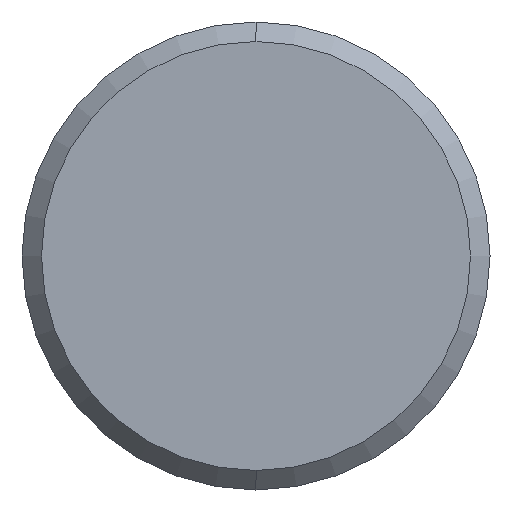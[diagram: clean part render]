
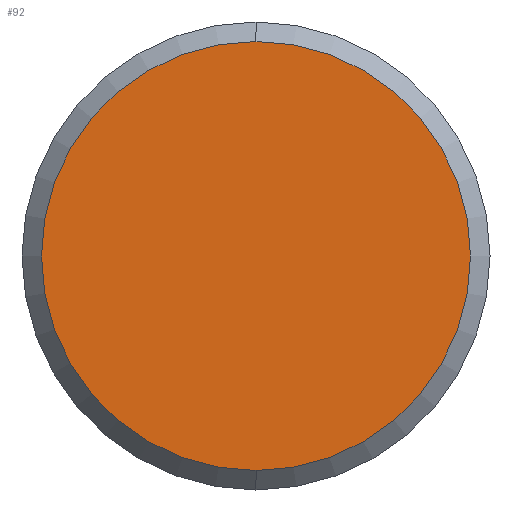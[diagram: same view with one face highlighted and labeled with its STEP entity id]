
A CAD part, left-side view. The second image highlights one B-rep face of the part: STEP entity #92.
In plain terms, the highlighted planar face has unit normal (-1, 0, 0).
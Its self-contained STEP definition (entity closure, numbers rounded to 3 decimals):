
#23 = VERTEX_POINT ( 'NONE', #204 ) ;
#40 = EDGE_CURVE ( 'NONE', #23, #152, #277, .T. ) ;
#52 = AXIS2_PLACEMENT_3D ( 'NONE', #54, #272, #205 ) ;
#54 = CARTESIAN_POINT ( 'NONE',  ( -1., 0., 0. ) ) ;
#67 = CARTESIAN_POINT ( 'NONE',  ( -1., 0., -2.75 ) ) ;
#76 = PLANE ( 'NONE',  #151 ) ;
#79 = DIRECTION ( 'NONE',  ( 1., 0., 0. ) ) ;
#92 = ADVANCED_FACE ( 'NONE', ( #136 ), #76, .F. ) ;
#110 = DIRECTION ( 'NONE',  ( 0., 0., -1. ) ) ;
#127 = EDGE_LOOP ( 'NONE', ( #245, #163 ) ) ;
#135 = CARTESIAN_POINT ( 'NONE',  ( -1., 0., 0. ) ) ;
#136 = FACE_OUTER_BOUND ( 'NONE', #127, .T. ) ;
#140 = EDGE_CURVE ( 'NONE', #152, #23, #180, .T. ) ;
#151 = AXIS2_PLACEMENT_3D ( 'NONE', #159, #79, #219 ) ;
#152 = VERTEX_POINT ( 'NONE', #67 ) ;
#159 = CARTESIAN_POINT ( 'NONE',  ( -1., 0., 0. ) ) ;
#163 = ORIENTED_EDGE ( 'NONE', *, *, #40, .T. ) ;
#180 = CIRCLE ( 'NONE', #224, 2.75 ) ;
#204 = CARTESIAN_POINT ( 'NONE',  ( -1., 0., 2.75 ) ) ;
#205 = DIRECTION ( 'NONE',  ( 0., 0., -1. ) ) ;
#219 = DIRECTION ( 'NONE',  ( 0., 0., -1. ) ) ;
#224 = AXIS2_PLACEMENT_3D ( 'NONE', #135, #286, #110 ) ;
#245 = ORIENTED_EDGE ( 'NONE', *, *, #140, .T. ) ;
#272 = DIRECTION ( 'NONE',  ( -1., 0., 0. ) ) ;
#277 = CIRCLE ( 'NONE', #52, 2.75 ) ;
#286 = DIRECTION ( 'NONE',  ( -1., 0., 0. ) ) ;
